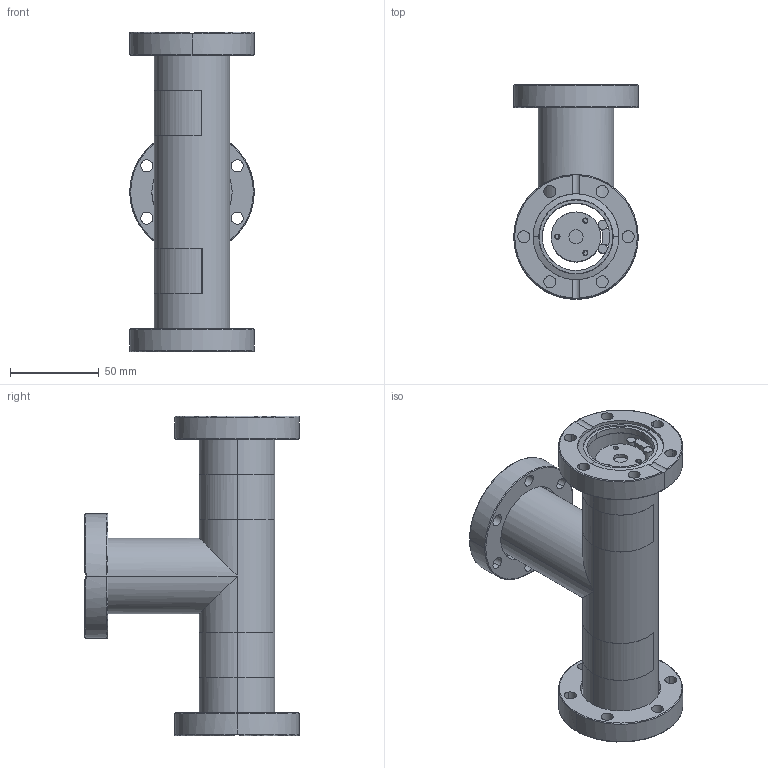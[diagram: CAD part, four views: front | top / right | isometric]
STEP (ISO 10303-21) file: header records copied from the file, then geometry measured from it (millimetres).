
FILE_DESCRIPTION(('CATIA V5 STEP Exchange','CAx-IF Rec.Pracs.--- Model Styling and Organization---1.4--- 2014-01-23'),'2;1');
FILE_NAME('Overall transfer cavity.stp','2024-07-09T12:46:17+00:00',('none'),('none'),'CATIA Unofficial Packaging Version SP3','CATIA V5 STEP AP214','none');
FILE_SCHEMA(('AUTOMOTIVE_DESIGN { 1 0 10303 214 1 1 1 1 }'));
Length unit declared in the file: millimetre
Products named in the file (21): Overall transfer cavity; Chamber; Chamber body; Chamber tube; Flange 1; Flange 2 fixed; Flange 2 rotative; Long spacer; Short spacer; Short rubber damper; Long rubber damper; Cavity body; Mirror B holder; Mirror; CFRP Tube; Mirror A assembly; Mirror A holder; Rubber ring; Mirror B cap; foil heater; thermistor
Assembly tree (26 placements, depth 4):
  Overall transfer cavity
    Chamber
      Chamber body
        Chamber tube
        Flange 1
        Flange 2 fixed  x2
        Flange 2 rotative  x2
      Long spacer
      Short spacer
    Short rubber damper  x2
    Long rubber damper  x2
    Cavity body
      Mirror B holder
      Mirror
      CFRP Tube
      Mirror A assembly
        Mirror A holder
        Mirror
      Rubber ring
      Mirror B cap
    foil heater  x2
    thermistor
Bounding box: 70 x 120.8 x 180 mm (x, y, z)
Volume: 175186.6 mm3; surface area: 132882.5 mm2
Topology: 22 solids, 22 shells, 294 faces, 829 edges, 575 vertices
Faces by surface type: cylinder 166, plane 88, torus 26, cone 12, sphere 2
Entity records: 8987 total; most frequent: CARTESIAN_POINT 2661, ORIENTED_EDGE 1302, DIRECTION 983, EDGE_CURVE 651, AXIS2_PLACEMENT_3D 533, VERTEX_POINT 449, CIRCLE 302, EDGE_LOOP 294
